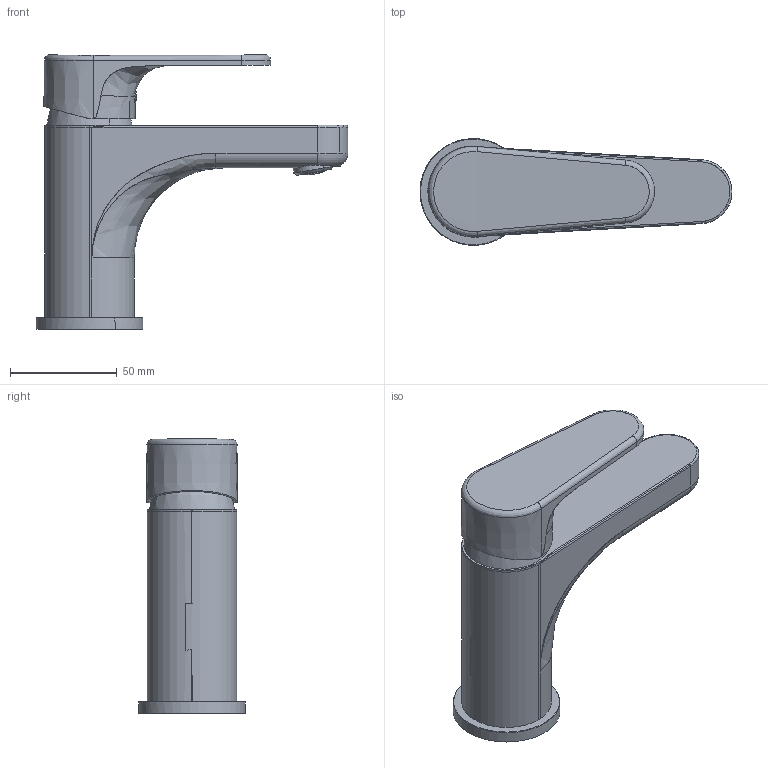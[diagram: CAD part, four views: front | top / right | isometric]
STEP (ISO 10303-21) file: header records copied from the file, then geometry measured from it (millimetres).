
FILE_DESCRIPTION(('CATIA V5 STEP Exchange','CAx-IF Rec.Pracs.--- Model Styling and Organization---1.5--- 2016-08-15','CAx-IF Rec.Pracs.---Supplemental Geometry---1.0---2011-11-01','CAx-IF Rec.Pracs.--- Composite Materials ---3.4---2017-06-13','CAx-IF Rec.Pracs.---Tessellated 3D Geometry---1.0---2015-12-17'),'2;1');
FILE_NAME('A3000540.stp','2024-07-01T12:44:29+00:00',('none'),('none'),'CATIA Version 5-6 Release 2020 SP2','CATIA V5 STEP AP242 v2','none');
FILE_SCHEMA(('AP242_MANAGED_MODEL_BASED_3D_ENGINEERING_MIM_LF {1 0 10303 442 1 1 4}'));
Length unit declared in the file: millimetre
Products named in the file (1): Product1_AllCATPart
Bounding box: 145.99 x 49.99 x 128.5 mm (x, y, z)
Volume: 12526.1 mm3; surface area: 46834.8 mm2
Topology: 4 solids, 89 shells, 686 faces, 2172 edges, 1615 vertices
Faces by surface type: plane 514, cylinder 71, cone 46, torus 24, bspline 23, sphere 6, revolution 2
Entity records: 30222 total; most frequent: CARTESIAN_POINT 12947, ORIENTED_EDGE 3837, DIRECTION 2490, EDGE_CURVE 2166, VERTEX_POINT 1615, VECTOR 1187, LINE 1187, AXIS2_PLACEMENT_3D 829
